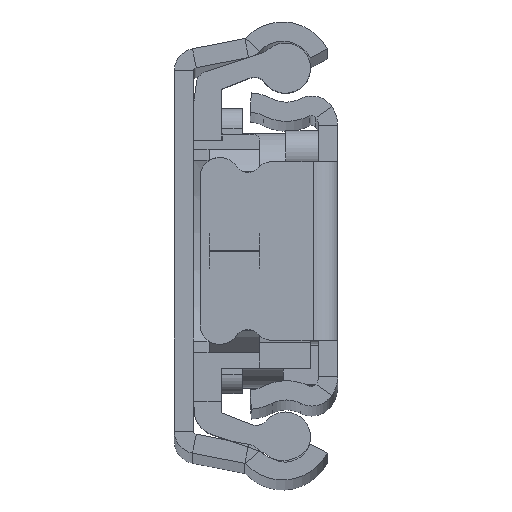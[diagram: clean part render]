
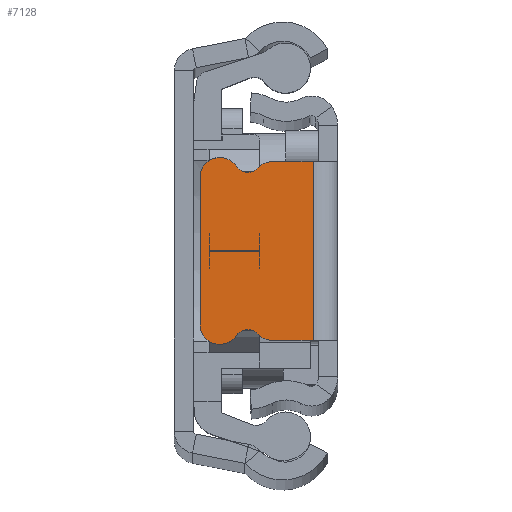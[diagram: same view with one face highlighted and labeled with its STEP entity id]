
A CAD part, top view. The second image highlights one B-rep face of the part: STEP entity #7128.
In plain terms, the highlighted planar face has unit normal (0, 0, 1).
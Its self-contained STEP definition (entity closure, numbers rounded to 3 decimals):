
#140 = DIRECTION ( 'NONE',  ( 0., 0., -1. ) ) ;
#290 = CARTESIAN_POINT ( 'NONE',  ( -5.078, -6.95, 0. ) ) ;
#437 = EDGE_CURVE ( 'NONE', #6302, #8244, #983, .T. ) ;
#544 = ORIENTED_EDGE ( 'NONE', *, *, #14285, .T. ) ;
#742 = VERTEX_POINT ( 'NONE', #2812 ) ;
#818 = CARTESIAN_POINT ( 'NONE',  ( -9.2, -5.75, 0. ) ) ;
#854 = EDGE_CURVE ( 'NONE', #15343, #9500, #1738, .T. ) ;
#891 = ORIENTED_EDGE ( 'NONE', *, *, #854, .T. ) ;
#983 = CIRCLE ( 'NONE', #12479, 1.5 ) ;
#1170 = CARTESIAN_POINT ( 'NONE',  ( -9.2, 7.25, 0. ) ) ;
#1405 = AXIS2_PLACEMENT_3D ( 'NONE', #6801, #9333, #14017 ) ;
#1471 = CIRCLE ( 'NONE', #11112, 1.1 ) ;
#1601 = CARTESIAN_POINT ( 'NONE',  ( -10.7, 0., 0. ) ) ;
#1618 = DIRECTION ( 'NONE',  ( 0., 0., 1. ) ) ;
#1655 = DIRECTION ( 'NONE',  ( -1., 0., 0. ) ) ;
#1705 = CIRCLE ( 'NONE', #1966, 1.1 ) ;
#1738 = LINE ( 'NONE', #12940, #11335 ) ;
#1763 = DIRECTION ( 'NONE',  ( 1., 0., 0. ) ) ;
#1767 = DIRECTION ( 'NONE',  ( 0., -1., 0. ) ) ;
#1804 = ORIENTED_EDGE ( 'NONE', *, *, #2944, .T. ) ;
#1966 = AXIS2_PLACEMENT_3D ( 'NONE', #7324, #140, #12556 ) ;
#2268 = VERTEX_POINT ( 'NONE', #11114 ) ;
#2362 = ORIENTED_EDGE ( 'NONE', *, *, #10918, .T. ) ;
#2768 = VERTEX_POINT ( 'NONE', #4583 ) ;
#2812 = CARTESIAN_POINT ( 'NONE',  ( -1.9, -6.95, 0. ) ) ;
#2905 = CARTESIAN_POINT ( 'NONE',  ( 0., -6.95, 0. ) ) ;
#2944 = EDGE_CURVE ( 'NONE', #2768, #13900, #15952, .T. ) ;
#2989 = DIRECTION ( 'NONE',  ( 0., 1., 0. ) ) ;
#3285 = EDGE_CURVE ( 'NONE', #6502, #742, #5188, .T. ) ;
#3462 = EDGE_CURVE ( 'NONE', #15343, #742, #6913, .T. ) ;
#4013 = AXIS2_PLACEMENT_3D ( 'NONE', #14080, #5570, #7847 ) ;
#4174 = CARTESIAN_POINT ( 'NONE',  ( -6.181, -6.467, 0. ) ) ;
#4282 = PLANE ( 'NONE',  #1405 ) ;
#4319 = DIRECTION ( 'NONE',  ( 0., 1., 0. ) ) ;
#4329 = CARTESIAN_POINT ( 'NONE',  ( -5.078, 5.45, 0. ) ) ;
#4446 = CARTESIAN_POINT ( 'NONE',  ( -5.078, 6.95, 0. ) ) ;
#4509 = VECTOR ( 'NONE', #1763, 1000. ) ;
#4583 = CARTESIAN_POINT ( 'NONE',  ( -7.9, 6.593, 0. ) ) ;
#4825 = DIRECTION ( 'NONE',  ( 0., 0., 1. ) ) ;
#5043 = ORIENTED_EDGE ( 'NONE', *, *, #11668, .T. ) ;
#5188 = LINE ( 'NONE', #2905, #4509 ) ;
#5250 = CARTESIAN_POINT ( 'NONE',  ( -6.181, 6.467, 0. ) ) ;
#5433 = LINE ( 'NONE', #1601, #14243 ) ;
#5478 = VERTEX_POINT ( 'NONE', #11653 ) ;
#5526 = CIRCLE ( 'NONE', #7357, 1.1 ) ;
#5570 = DIRECTION ( 'NONE',  ( 0., 0., 1. ) ) ;
#5596 = ORIENTED_EDGE ( 'NONE', *, *, #6081, .T. ) ;
#5749 = DIRECTION ( 'NONE',  ( 0., 0., 1. ) ) ;
#5799 = CIRCLE ( 'NONE', #14936, 1.5 ) ;
#5802 = DIRECTION ( 'NONE',  ( 0., -1., 0. ) ) ;
#6081 = EDGE_CURVE ( 'NONE', #13900, #13506, #8354, .T. ) ;
#6092 = CIRCLE ( 'NONE', #15474, 1.5 ) ;
#6108 = CIRCLE ( 'NONE', #15233, 1.5 ) ;
#6302 = VERTEX_POINT ( 'NONE', #14069 ) ;
#6502 = VERTEX_POINT ( 'NONE', #290 ) ;
#6801 = CARTESIAN_POINT ( 'NONE',  ( 0., 0., 0. ) ) ;
#6913 = LINE ( 'NONE', #14880, #9360 ) ;
#7008 = DIRECTION ( 'NONE',  ( 0., 1., 0. ) ) ;
#7060 = ORIENTED_EDGE ( 'NONE', *, *, #13750, .T. ) ;
#7072 = VERTEX_POINT ( 'NONE', #5250 ) ;
#7128 = ADVANCED_FACE ( 'NONE', ( #10467 ), #4282, .F. ) ;
#7291 = CARTESIAN_POINT ( 'NONE',  ( -6.99, -7.212, 0. ) ) ;
#7324 = CARTESIAN_POINT ( 'NONE',  ( -6.99, 7.212, 0. ) ) ;
#7357 = AXIS2_PLACEMENT_3D ( 'NONE', #9555, #9386, #5802 ) ;
#7368 = VECTOR ( 'NONE', #8439, 1000. ) ;
#7715 = CARTESIAN_POINT ( 'NONE',  ( -6.99, 6.112, 0. ) ) ;
#7748 = CARTESIAN_POINT ( 'NONE',  ( -9.14, 5.75, 0. ) ) ;
#7847 = DIRECTION ( 'NONE',  ( -1., 0., 0. ) ) ;
#7887 = VECTOR ( 'NONE', #11501, 1000. ) ;
#8244 = VERTEX_POINT ( 'NONE', #8788 ) ;
#8354 = LINE ( 'NONE', #14643, #7368 ) ;
#8439 = DIRECTION ( 'NONE',  ( -1., 0., 0. ) ) ;
#8493 = ORIENTED_EDGE ( 'NONE', *, *, #12212, .T. ) ;
#8617 = DIRECTION ( 'NONE',  ( 0., 0., 1. ) ) ;
#8701 = CARTESIAN_POINT ( 'NONE',  ( -5.078, -5.45, 0. ) ) ;
#8788 = CARTESIAN_POINT ( 'NONE',  ( -7.9, -6.593, 0. ) ) ;
#9056 = CARTESIAN_POINT ( 'NONE',  ( 0., -7.25, 0. ) ) ;
#9090 = EDGE_CURVE ( 'NONE', #9500, #7072, #5799, .T. ) ;
#9100 = CARTESIAN_POINT ( 'NONE',  ( -9.14, -5.75, 0. ) ) ;
#9133 = DIRECTION ( 'NONE',  ( 0., 0., 1. ) ) ;
#9333 = DIRECTION ( 'NONE',  ( 0., 0., -1. ) ) ;
#9346 = DIRECTION ( 'NONE',  ( 0., -1., 0. ) ) ;
#9360 = VECTOR ( 'NONE', #9346, 1000. ) ;
#9386 = DIRECTION ( 'NONE',  ( 0., 0., -1. ) ) ;
#9410 = ORIENTED_EDGE ( 'NONE', *, *, #14000, .T. ) ;
#9500 = VERTEX_POINT ( 'NONE', #4446 ) ;
#9555 = CARTESIAN_POINT ( 'NONE',  ( -6.99, 7.212, 0. ) ) ;
#9925 = EDGE_CURVE ( 'NONE', #13506, #5478, #12884, .T. ) ;
#9940 = AXIS2_PLACEMENT_3D ( 'NONE', #7748, #1618, #4319 ) ;
#10032 = CARTESIAN_POINT ( 'NONE',  ( -9.2, -7.25, 0. ) ) ;
#10064 = ORIENTED_EDGE ( 'NONE', *, *, #3285, .T. ) ;
#10467 = FACE_OUTER_BOUND ( 'NONE', #14078, .T. ) ;
#10594 = VERTEX_POINT ( 'NONE', #10032 ) ;
#10918 = EDGE_CURVE ( 'NONE', #11870, #2768, #1705, .T. ) ;
#10919 = ORIENTED_EDGE ( 'NONE', *, *, #3462, .F. ) ;
#11112 = AXIS2_PLACEMENT_3D ( 'NONE', #7291, #12029, #12274 ) ;
#11114 = CARTESIAN_POINT ( 'NONE',  ( -10.7, -5.75, 0. ) ) ;
#11178 = ORIENTED_EDGE ( 'NONE', *, *, #437, .T. ) ;
#11335 = VECTOR ( 'NONE', #1655, 1000. ) ;
#11360 = ORIENTED_EDGE ( 'NONE', *, *, #14993, .T. ) ;
#11432 = DIRECTION ( 'NONE',  ( 0., 1., 0. ) ) ;
#11501 = DIRECTION ( 'NONE',  ( 1., 0., 0. ) ) ;
#11596 = CARTESIAN_POINT ( 'NONE',  ( -1.9, 6.95, 0. ) ) ;
#11653 = CARTESIAN_POINT ( 'NONE',  ( -10.7, 5.75, 0. ) ) ;
#11668 = EDGE_CURVE ( 'NONE', #5478, #2268, #5433, .T. ) ;
#11870 = VERTEX_POINT ( 'NONE', #7715 ) ;
#11941 = DIRECTION ( 'NONE',  ( -1., 0., 0. ) ) ;
#12029 = DIRECTION ( 'NONE',  ( 0., 0., -1. ) ) ;
#12212 = EDGE_CURVE ( 'NONE', #8244, #14921, #1471, .T. ) ;
#12274 = DIRECTION ( 'NONE',  ( 0., -1., 0. ) ) ;
#12479 = AXIS2_PLACEMENT_3D ( 'NONE', #9100, #5749, #2989 ) ;
#12506 = CARTESIAN_POINT ( 'NONE',  ( -9.14, 7.25, 0. ) ) ;
#12556 = DIRECTION ( 'NONE',  ( 0., -1., 0. ) ) ;
#12884 = CIRCLE ( 'NONE', #4013, 1.5 ) ;
#12940 = CARTESIAN_POINT ( 'NONE',  ( 1.206, 6.95, 0. ) ) ;
#13506 = VERTEX_POINT ( 'NONE', #1170 ) ;
#13722 = ORIENTED_EDGE ( 'NONE', *, *, #9090, .T. ) ;
#13750 = EDGE_CURVE ( 'NONE', #7072, #11870, #5526, .T. ) ;
#13900 = VERTEX_POINT ( 'NONE', #12506 ) ;
#14000 = EDGE_CURVE ( 'NONE', #10594, #6302, #15177, .T. ) ;
#14017 = DIRECTION ( 'NONE',  ( -1., 0., 0. ) ) ;
#14069 = CARTESIAN_POINT ( 'NONE',  ( -9.14, -7.25, 0. ) ) ;
#14078 = EDGE_LOOP ( 'NONE', ( #10064, #10919, #891, #13722, #7060, #2362, #1804, #5596, #15997, #5043, #11360, #9410, #11178, #8493, #544 ) ) ;
#14080 = CARTESIAN_POINT ( 'NONE',  ( -9.2, 5.75, 0. ) ) ;
#14243 = VECTOR ( 'NONE', #1767, 1000. ) ;
#14285 = EDGE_CURVE ( 'NONE', #14921, #6502, #6092, .T. ) ;
#14643 = CARTESIAN_POINT ( 'NONE',  ( 0., 7.25, 0. ) ) ;
#14880 = CARTESIAN_POINT ( 'NONE',  ( -1.9, -7.25, 0. ) ) ;
#14921 = VERTEX_POINT ( 'NONE', #4174 ) ;
#14936 = AXIS2_PLACEMENT_3D ( 'NONE', #4329, #9133, #11432 ) ;
#14993 = EDGE_CURVE ( 'NONE', #2268, #10594, #6108, .T. ) ;
#15177 = LINE ( 'NONE', #9056, #7887 ) ;
#15233 = AXIS2_PLACEMENT_3D ( 'NONE', #818, #4825, #11941 ) ;
#15343 = VERTEX_POINT ( 'NONE', #11596 ) ;
#15474 = AXIS2_PLACEMENT_3D ( 'NONE', #8701, #8617, #7008 ) ;
#15952 = CIRCLE ( 'NONE', #9940, 1.5 ) ;
#15997 = ORIENTED_EDGE ( 'NONE', *, *, #9925, .T. ) ;
